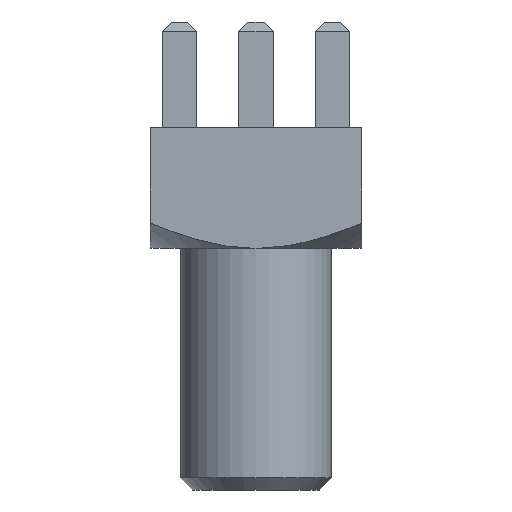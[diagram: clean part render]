
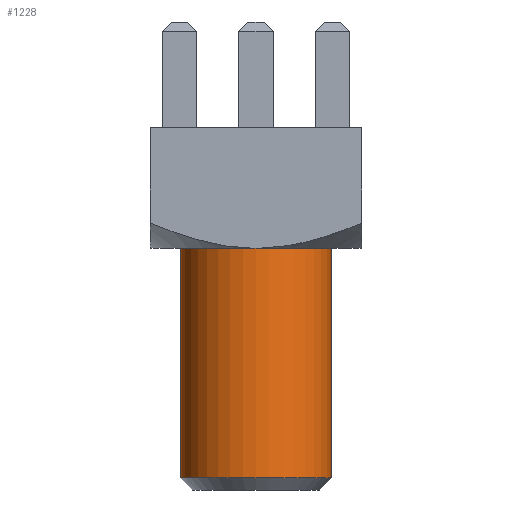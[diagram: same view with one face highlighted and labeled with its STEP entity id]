
A CAD part, front view. The second image highlights one B-rep face of the part: STEP entity #1228.
In plain terms, the highlighted cylindrical face has radius 2.5 mm (diameter 5 mm), a partial arc.
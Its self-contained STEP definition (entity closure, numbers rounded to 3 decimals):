
#97 = CARTESIAN_POINT ( 'NONE',  ( 2.5, 0., -7.6 ) ) ;
#99 = CARTESIAN_POINT ( 'NONE',  ( -2.5, 0., 0. ) ) ;
#104 = CARTESIAN_POINT ( 'NONE',  ( -2.5, 0., -7.6 ) ) ;
#105 = CARTESIAN_POINT ( 'NONE',  ( 2.5, 0., 0. ) ) ;
#203 = ORIENTED_EDGE ( 'NONE', *, *, #1969, .T. ) ;
#204 = ORIENTED_EDGE ( 'NONE', *, *, #1240, .T. ) ;
#205 = ORIENTED_EDGE ( 'NONE', *, *, #1982, .T. ) ;
#206 = ORIENTED_EDGE ( 'NONE', *, *, #1232, .F. ) ;
#527 = EDGE_LOOP ( 'NONE', ( #206, #205, #204, #203 ) ) ;
#567 = CARTESIAN_POINT ( 'NONE',  ( 0., 0., 0. ) ) ;
#568 = DIRECTION ( 'NONE',  ( 0., 0., -1. ) ) ;
#569 = DIRECTION ( 'NONE',  ( -1., 0., 0. ) ) ;
#637 = CARTESIAN_POINT ( 'NONE',  ( 0., 0., -7.6 ) ) ;
#638 = DIRECTION ( 'NONE',  ( 0., 0., 1. ) ) ;
#639 = DIRECTION ( 'NONE',  ( -1., 0., 0. ) ) ;
#727 = AXIS2_PLACEMENT_3D ( 'NONE', #1189, #1180, #1192 ) ;
#731 = VECTOR ( 'NONE', #975, 1000. ) ;
#746 = VECTOR ( 'NONE', #1204, 1000. ) ;
#973 = CARTESIAN_POINT ( 'NONE',  ( 2.5, 0., -8. ) ) ;
#975 = DIRECTION ( 'NONE',  ( 0., 0., 1. ) ) ;
#1180 = DIRECTION ( 'NONE',  ( 0., 0., 1. ) ) ;
#1188 = FACE_OUTER_BOUND ( 'NONE', #527, .T. ) ;
#1189 = CARTESIAN_POINT ( 'NONE',  ( 0., 0., -8. ) ) ;
#1191 = CYLINDRICAL_SURFACE ( 'NONE', #727, 2.5 ) ;
#1192 = DIRECTION ( 'NONE',  ( 1., 0., 0. ) ) ;
#1195 = LINE ( 'NONE', #1203, #746 ) ;
#1203 = CARTESIAN_POINT ( 'NONE',  ( -2.5, 0., -8. ) ) ;
#1204 = DIRECTION ( 'NONE',  ( 0., 0., 1. ) ) ;
#1220 = LINE ( 'NONE', #973, #731 ) ;
#1228 = ADVANCED_FACE ( 'NONE', ( #1188 ), #1191, .T. ) ;
#1232 = EDGE_CURVE ( 'NONE', #1631, #1626, #1195, .T. ) ;
#1240 = EDGE_CURVE ( 'NONE', #1624, #1632, #1220, .T. ) ;
#1624 = VERTEX_POINT ( 'NONE', #97 ) ;
#1626 = VERTEX_POINT ( 'NONE', #99 ) ;
#1631 = VERTEX_POINT ( 'NONE', #104 ) ;
#1632 = VERTEX_POINT ( 'NONE', #105 ) ;
#1747 = CIRCLE ( 'NONE', #1750, 2.5 ) ;
#1750 = AXIS2_PLACEMENT_3D ( 'NONE', #567, #568, #569 ) ;
#1753 = CIRCLE ( 'NONE', #1756, 2.5 ) ;
#1756 = AXIS2_PLACEMENT_3D ( 'NONE', #637, #638, #639 ) ;
#1969 = EDGE_CURVE ( 'NONE', #1632, #1626, #1747, .T. ) ;
#1982 = EDGE_CURVE ( 'NONE', #1631, #1624, #1753, .T. ) ;
